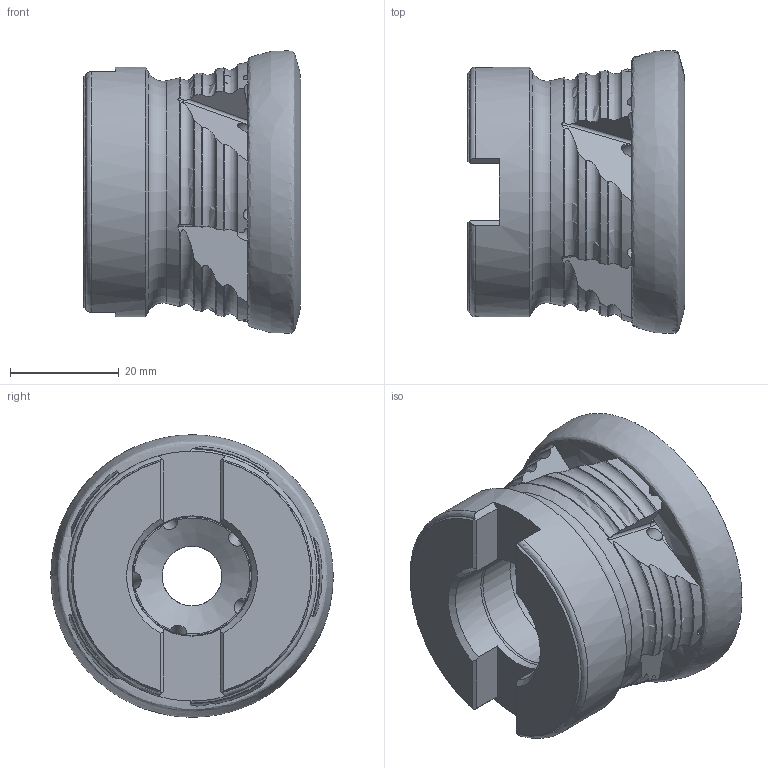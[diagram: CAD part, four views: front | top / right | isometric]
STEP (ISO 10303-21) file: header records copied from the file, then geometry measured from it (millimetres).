
FILE_DESCRIPTION (( 'STEP AP214' ), '1' );
FILE_NAME ('00PP-052-09-5.STEP', '2013-09-03T09:26:35', ( '' ), ( '' ), 'SwSTEP 2.0', 'SolidWorks 2013', '' );
FILE_SCHEMA (( 'AUTOMOTIVE_DESIGN' ));
Length unit declared in the file: millimetre
Products named in the file (1): 00PP-052-09-5
Bounding box: 40.05 x 51.97 x 51.96 mm (x, y, z)
Volume: 50669.3 mm3; surface area: 13581.4 mm2
Topology: 1 solids, 1 shells, 215 faces, 640 edges, 412 vertices
Faces by surface type: plane 68, torus 60, cylinder 46, cone 40, bspline 1
Full cylindrical faces by diameter (mm): 3 x5, 11 x1, 16.5 x1, 21.85 x1, 22.15 x1, 22.3 x1, 46 x1
Entity records: 10125 total; most frequent: CARTESIAN_POINT 4929, ORIENTED_EDGE 1218, DIRECTION 938, EDGE_CURVE 609, AXIS2_PLACEMENT_3D 413, VERTEX_POINT 400, B_SPLINE_CURVE_WITH_KNOTS 240, EDGE_LOOP 239
